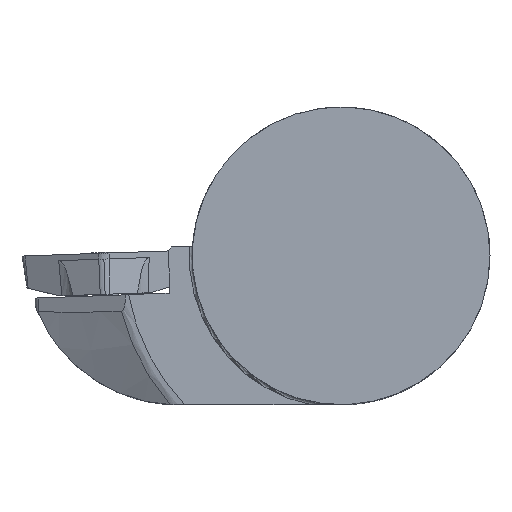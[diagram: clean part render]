
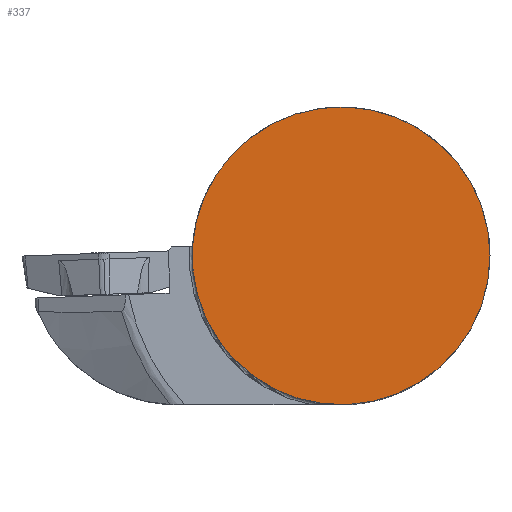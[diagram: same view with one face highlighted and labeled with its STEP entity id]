
A CAD part, top view. The second image highlights one B-rep face of the part: STEP entity #337.
In plain terms, the highlighted planar face has unit normal (0, 0, 1).
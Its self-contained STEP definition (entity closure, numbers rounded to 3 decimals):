
#165=PLANE('',#2069);
#245=FACE_OUTER_BOUND('',#484,.T.);
#337=ADVANCED_FACE('',(#245),#165,.T.);
#484=EDGE_LOOP('',(#1295));
#531=CIRCLE('',#1960,20.);
#1295=ORIENTED_EDGE('',*,*,#1638,.F.);
#1468=VERTEX_POINT('',#2778);
#1638=EDGE_CURVE('',#1468,#1468,#531,.T.);
#1960=AXIS2_PLACEMENT_3D('',#2777,#2163,#2164);
#2069=AXIS2_PLACEMENT_3D('',#3246,#2483,#2484);
#2163=DIRECTION('',(0.,0.,-1.));
#2164=DIRECTION('',(1.,0.,0.));
#2483=DIRECTION('',(0.,0.,1.));
#2484=DIRECTION('',(1.,0.,0.));
#2777=CARTESIAN_POINT('',(0.,0.,0.));
#2778=CARTESIAN_POINT('',(20.,0.,0.));
#3246=CARTESIAN_POINT('',(0.,0.,0.));
